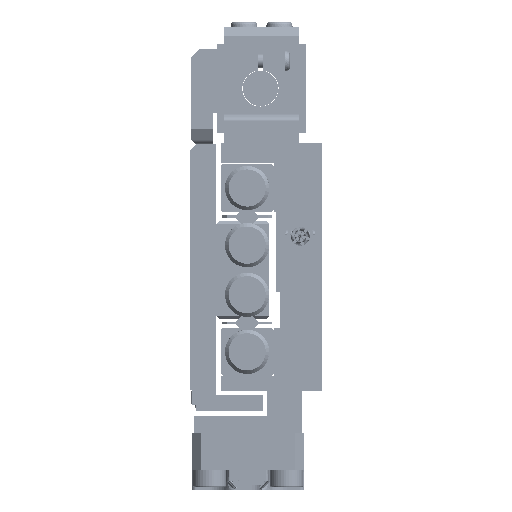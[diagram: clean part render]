
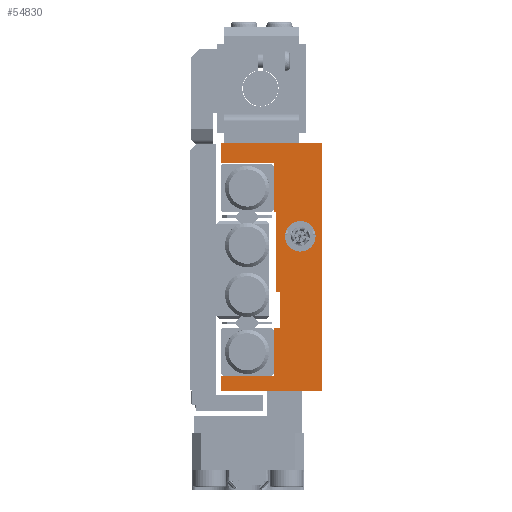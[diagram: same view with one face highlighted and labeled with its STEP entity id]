
A CAD part, left-side view. The second image highlights one B-rep face of the part: STEP entity #54830.
In plain terms, the highlighted planar face has unit normal (-1, 0, 0).
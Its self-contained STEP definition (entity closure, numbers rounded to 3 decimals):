
#1942 = VECTOR ( 'NONE', #16986, 1000. ) ;
#3728 = ORIENTED_EDGE ( 'NONE', *, *, #92035, .T. ) ;
#4479 = EDGE_CURVE ( 'NONE', #99279, #44626, #84052, .T. ) ;
#5195 = DIRECTION ( 'NONE',  ( 0., -1., 0. ) ) ;
#5249 = CARTESIAN_POINT ( 'NONE',  ( -75., 5.5, -14. ) ) ;
#6838 = CARTESIAN_POINT ( 'NONE',  ( -75., 11.5, -14. ) ) ;
#6957 = CARTESIAN_POINT ( 'NONE',  ( -75., 5.5, -14. ) ) ;
#7903 = CARTESIAN_POINT ( 'NONE',  ( -75., 0., 14. ) ) ;
#8058 = VERTEX_POINT ( 'NONE', #105500 ) ;
#8674 = DIRECTION ( 'NONE',  ( 0., -1., 0. ) ) ;
#9181 = VERTEX_POINT ( 'NONE', #56223 ) ;
#11427 = DIRECTION ( 'NONE',  ( 0., 0., 1. ) ) ;
#11650 = DIRECTION ( 'NONE',  ( 0., 1., 0. ) ) ;
#12422 = LINE ( 'NONE', #69989, #90011 ) ;
#12464 = DIRECTION ( 'NONE',  ( 0., 1., 0. ) ) ;
#13017 = LINE ( 'NONE', #63902, #102014 ) ;
#14258 = VERTEX_POINT ( 'NONE', #77877 ) ;
#14384 = VERTEX_POINT ( 'NONE', #86220 ) ;
#15053 = VECTOR ( 'NONE', #8674, 1000. ) ;
#15146 = LINE ( 'NONE', #82681, #31882 ) ;
#15184 = EDGE_CURVE ( 'NONE', #16635, #9181, #74167, .T. ) ;
#15398 = CARTESIAN_POINT ( 'NONE',  ( -75., 4.8, -6.8 ) ) ;
#16353 = DIRECTION ( 'NONE',  ( 1., 0., 0. ) ) ;
#16635 = VERTEX_POINT ( 'NONE', #20278 ) ;
#16986 = DIRECTION ( 'NONE',  ( 0., 0., 1. ) ) ;
#17677 = ORIENTED_EDGE ( 'NONE', *, *, #4479, .F. ) ;
#18235 = VERTEX_POINT ( 'NONE', #77365 ) ;
#18777 = DIRECTION ( 'NONE',  ( 0., 0., 1. ) ) ;
#19066 = ORIENTED_EDGE ( 'NONE', *, *, #42151, .F. ) ;
#19746 = VECTOR ( 'NONE', #109466, 1000. ) ;
#20085 = CARTESIAN_POINT ( 'NONE',  ( -75., 4.8, -6.8 ) ) ;
#20278 = CARTESIAN_POINT ( 'NONE',  ( -75., 11.5, 14. ) ) ;
#21233 = VECTOR ( 'NONE', #72771, 1000. ) ;
#22481 = EDGE_LOOP ( 'NONE', ( #83170, #85836, #17677, #33424, #102424, #98060, #37189, #65278, #44483, #3728, #19066, #96943, #97221, #47524 ) ) ;
#24246 = VECTOR ( 'NONE', #58018, 1000. ) ;
#25212 = VERTEX_POINT ( 'NONE', #65467 ) ;
#25422 = LINE ( 'NONE', #25973, #89275 ) ;
#25973 = CARTESIAN_POINT ( 'NONE',  ( -75., 4.8, -2.8 ) ) ;
#27319 = VERTEX_POINT ( 'NONE', #78844 ) ;
#27999 = CARTESIAN_POINT ( 'NONE',  ( -75., 2.5, 3.5 ) ) ;
#28135 = CARTESIAN_POINT ( 'NONE',  ( -75., 0., -14. ) ) ;
#28875 = VECTOR ( 'NONE', #105167, 1000. ) ;
#29209 = VERTEX_POINT ( 'NONE', #6838 ) ;
#29636 = VERTEX_POINT ( 'NONE', #37775 ) ;
#30306 = EDGE_CURVE ( 'NONE', #18235, #51530, #38728, .T. ) ;
#30957 = EDGE_CURVE ( 'NONE', #99279, #27319, #13017, .T. ) ;
#31339 = FACE_OUTER_BOUND ( 'NONE', #22481, .T. ) ;
#31556 = LINE ( 'NONE', #48736, #79862 ) ;
#31882 = VECTOR ( 'NONE', #5195, 1000. ) ;
#33424 = ORIENTED_EDGE ( 'NONE', *, *, #30957, .T. ) ;
#33849 = CARTESIAN_POINT ( 'NONE',  ( -75., 5.5, -12.3 ) ) ;
#37189 = ORIENTED_EDGE ( 'NONE', *, *, #51286, .T. ) ;
#37481 = FACE_BOUND ( 'NONE', #60931, .T. ) ;
#37775 = CARTESIAN_POINT ( 'NONE',  ( -75., 0., -14. ) ) ;
#38041 = VECTOR ( 'NONE', #18777, 1000. ) ;
#38327 = EDGE_CURVE ( 'NONE', #27319, #29209, #12422, .T. ) ;
#38728 = LINE ( 'NONE', #71915, #40066 ) ;
#40066 = VECTOR ( 'NONE', #11650, 1000. ) ;
#40439 = EDGE_CURVE ( 'NONE', #16635, #65422, #15146, .T. ) ;
#41917 = CIRCLE ( 'NONE', #103792, 1.727 ) ;
#42151 = EDGE_CURVE ( 'NONE', #51530, #14258, #81103, .T. ) ;
#42311 = CARTESIAN_POINT ( 'NONE',  ( -75., 5.5, 6.3 ) ) ;
#42633 = CARTESIAN_POINT ( 'NONE',  ( -75., 11.5, 14. ) ) ;
#43409 = EDGE_CURVE ( 'NONE', #14384, #18235, #93365, .T. ) ;
#43593 = EDGE_CURVE ( 'NONE', #8058, #81882, #78021, .T. ) ;
#44483 = ORIENTED_EDGE ( 'NONE', *, *, #15184, .T. ) ;
#44626 = VERTEX_POINT ( 'NONE', #99761 ) ;
#45847 = LINE ( 'NONE', #28135, #38041 ) ;
#46182 = AXIS2_PLACEMENT_3D ( 'NONE', #27999, #52392, #11427 ) ;
#47026 = LINE ( 'NONE', #81341, #28875 ) ;
#47524 = ORIENTED_EDGE ( 'NONE', *, *, #48467, .F. ) ;
#48467 = EDGE_CURVE ( 'NONE', #25212, #14384, #25422, .T. ) ;
#48736 = CARTESIAN_POINT ( 'NONE',  ( -75., 5.5, -6.8 ) ) ;
#51286 = EDGE_CURVE ( 'NONE', #29636, #65422, #45847, .T. ) ;
#51530 = VERTEX_POINT ( 'NONE', #42311 ) ;
#52304 = DIRECTION ( 'NONE',  ( 0., 0., -1. ) ) ;
#52392 = DIRECTION ( 'NONE',  ( -1., 0., 0. ) ) ;
#54300 = EDGE_CURVE ( 'NONE', #68233, #25212, #100076, .T. ) ;
#54830 = ADVANCED_FACE ( 'NONE', ( #37481, #31339 ), #57338, .F. ) ;
#54923 = CARTESIAN_POINT ( 'NONE',  ( -75., 2.5, 3.5 ) ) ;
#56223 = CARTESIAN_POINT ( 'NONE',  ( -75., 11.5, 11.8 ) ) ;
#57338 = PLANE ( 'NONE',  #71087 ) ;
#58018 = DIRECTION ( 'NONE',  ( 0., 0., 1. ) ) ;
#58474 = ORIENTED_EDGE ( 'NONE', *, *, #68315, .F. ) ;
#60931 = EDGE_LOOP ( 'NONE', ( #58474, #102969 ) ) ;
#63902 = CARTESIAN_POINT ( 'NONE',  ( -75., 5.5, -12.3 ) ) ;
#64769 = CARTESIAN_POINT ( 'NONE',  ( -75., 5.2, 6.3 ) ) ;
#64865 = DIRECTION ( 'NONE',  ( 0., 0., 1. ) ) ;
#65278 = ORIENTED_EDGE ( 'NONE', *, *, #40439, .F. ) ;
#65422 = VERTEX_POINT ( 'NONE', #7903 ) ;
#65467 = CARTESIAN_POINT ( 'NONE',  ( -75., 4.8, -2.8 ) ) ;
#68233 = VERTEX_POINT ( 'NONE', #20085 ) ;
#68315 = EDGE_CURVE ( 'NONE', #81882, #8058, #41917, .T. ) ;
#68576 = DIRECTION ( 'NONE',  ( 0., 1., 0. ) ) ;
#69989 = CARTESIAN_POINT ( 'NONE',  ( -75., 11.5, -14. ) ) ;
#71087 = AXIS2_PLACEMENT_3D ( 'NONE', #6957, #16353, #92192 ) ;
#71915 = CARTESIAN_POINT ( 'NONE',  ( -75., 5.5, 6.3 ) ) ;
#72771 = DIRECTION ( 'NONE',  ( 0., 0., 1. ) ) ;
#73054 = EDGE_CURVE ( 'NONE', #44626, #68233, #31556, .T. ) ;
#74167 = LINE ( 'NONE', #42633, #75833 ) ;
#75833 = VECTOR ( 'NONE', #76373, 1000. ) ;
#76373 = DIRECTION ( 'NONE',  ( 0., 0., -1. ) ) ;
#76739 = LINE ( 'NONE', #84536, #15053 ) ;
#77365 = CARTESIAN_POINT ( 'NONE',  ( -75., 5.2, 6.3 ) ) ;
#77877 = CARTESIAN_POINT ( 'NONE',  ( -75., 5.5, 11.8 ) ) ;
#78021 = CIRCLE ( 'NONE', #46182, 1.727 ) ;
#78844 = CARTESIAN_POINT ( 'NONE',  ( -75., 11.5, -12.3 ) ) ;
#79862 = VECTOR ( 'NONE', #84135, 1000. ) ;
#80702 = EDGE_CURVE ( 'NONE', #29209, #29636, #76739, .T. ) ;
#81103 = LINE ( 'NONE', #5249, #21233 ) ;
#81341 = CARTESIAN_POINT ( 'NONE',  ( -75., 5.5, 11.8 ) ) ;
#81882 = VERTEX_POINT ( 'NONE', #106754 ) ;
#82681 = CARTESIAN_POINT ( 'NONE',  ( -75., 5.5, 14. ) ) ;
#83170 = ORIENTED_EDGE ( 'NONE', *, *, #54300, .F. ) ;
#84052 = LINE ( 'NONE', #108953, #24246 ) ;
#84135 = DIRECTION ( 'NONE',  ( 0., -1., 0. ) ) ;
#84536 = CARTESIAN_POINT ( 'NONE',  ( -75., 5.5, -14. ) ) ;
#85836 = ORIENTED_EDGE ( 'NONE', *, *, #73054, .F. ) ;
#86220 = CARTESIAN_POINT ( 'NONE',  ( -75., 5.2, -2.8 ) ) ;
#89275 = VECTOR ( 'NONE', #68576, 1000. ) ;
#90011 = VECTOR ( 'NONE', #52304, 1000. ) ;
#92035 = EDGE_CURVE ( 'NONE', #9181, #14258, #47026, .T. ) ;
#92192 = DIRECTION ( 'NONE',  ( 0., 0., -1. ) ) ;
#93365 = LINE ( 'NONE', #64769, #1942 ) ;
#96943 = ORIENTED_EDGE ( 'NONE', *, *, #30306, .F. ) ;
#97221 = ORIENTED_EDGE ( 'NONE', *, *, #43409, .F. ) ;
#98060 = ORIENTED_EDGE ( 'NONE', *, *, #80702, .T. ) ;
#99279 = VERTEX_POINT ( 'NONE', #33849 ) ;
#99761 = CARTESIAN_POINT ( 'NONE',  ( -75., 5.5, -6.8 ) ) ;
#100076 = LINE ( 'NONE', #15398, #19746 ) ;
#102014 = VECTOR ( 'NONE', #12464, 1000. ) ;
#102424 = ORIENTED_EDGE ( 'NONE', *, *, #38327, .T. ) ;
#102969 = ORIENTED_EDGE ( 'NONE', *, *, #43593, .F. ) ;
#103792 = AXIS2_PLACEMENT_3D ( 'NONE', #54923, #105314, #64865 ) ;
#105167 = DIRECTION ( 'NONE',  ( 0., -1., 0. ) ) ;
#105314 = DIRECTION ( 'NONE',  ( -1., 0., 0. ) ) ;
#105500 = CARTESIAN_POINT ( 'NONE',  ( -75., 2.5, 1.773 ) ) ;
#106754 = CARTESIAN_POINT ( 'NONE',  ( -75., 2.5, 5.227 ) ) ;
#108953 = CARTESIAN_POINT ( 'NONE',  ( -75., 5.5, -14. ) ) ;
#109466 = DIRECTION ( 'NONE',  ( 0., 0., 1. ) ) ;
